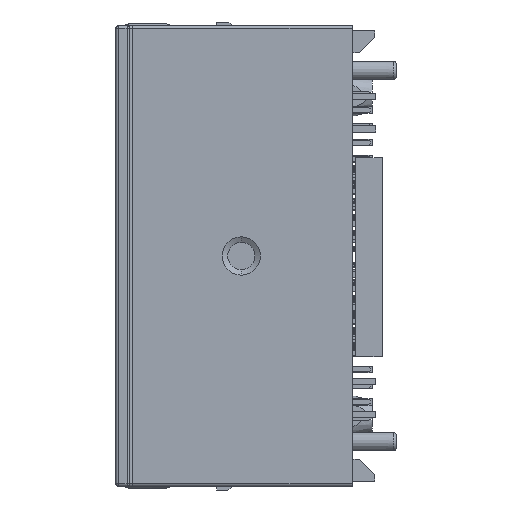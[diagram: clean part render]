
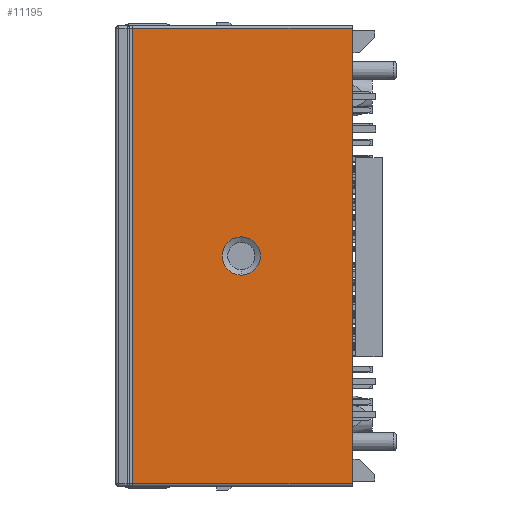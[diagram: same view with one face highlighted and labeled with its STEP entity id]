
A CAD part, front view. The second image highlights one B-rep face of the part: STEP entity #11195.
In plain terms, the highlighted planar face has unit normal (0, -1, 0).
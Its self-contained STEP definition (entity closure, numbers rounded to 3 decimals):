
#2743=DIRECTION('',(0.,0.,1.));
#2744=VECTOR('',#2743,35.7);
#2745=CARTESIAN_POINT('',(-15.45,-9.7,7.9));
#2746=LINE('',#2745,#2744);
#3550=DIRECTION('',(-1.,0.,0.));
#3551=VECTOR('',#3550,17.25);
#3552=CARTESIAN_POINT('',(-15.45,-9.7,43.6));
#3553=LINE('',#3552,#3551);
#3564=CARTESIAN_POINT('',(-24.15,-9.7,25.75));
#3565=DIRECTION('',(0.,-1.,0.));
#3566=DIRECTION('',(0.,0.,1.));
#3567=AXIS2_PLACEMENT_3D('',#3564,#3565,#3566);
#3572=CARTESIAN_POINT('',(-24.15,-9.7,25.75));
#3573=DIRECTION('',(0.,-1.,0.));
#3574=DIRECTION('',(0.,0.,-1.));
#3575=AXIS2_PLACEMENT_3D('',#3572,#3573,#3574);
#3587=DIRECTION('',(1.,0.,0.));
#3588=VECTOR('',#3587,17.25);
#3589=CARTESIAN_POINT('',(-32.7,-9.7,7.9));
#3590=LINE('',#3589,#3588);
#3713=DIRECTION('',(0.,0.,-1.));
#3714=VECTOR('',#3713,35.7);
#3715=CARTESIAN_POINT('',(-32.7,-9.7,43.6));
#3716=LINE('',#3715,#3714);
#7053=CARTESIAN_POINT('',(-15.45,-9.7,7.9));
#7054=VERTEX_POINT('',#7053);
#7055=CARTESIAN_POINT('',(-15.45,-9.7,43.6));
#7056=VERTEX_POINT('',#7055);
#7293=CARTESIAN_POINT('',(-32.7,-9.7,43.6));
#7294=VERTEX_POINT('',#7293);
#7295=CARTESIAN_POINT('',(-32.7,-9.7,7.9));
#7296=VERTEX_POINT('',#7295);
#7297=CARTESIAN_POINT('',(-24.15,-9.7,27.25));
#7298=CARTESIAN_POINT('',(-24.15,-9.7,24.25));
#7299=VERTEX_POINT('',#7297);
#7300=VERTEX_POINT('',#7298);
#11176=CARTESIAN_POINT('',(-34.,-9.7,7.7));
#11177=DIRECTION('',(0.,-1.,0.));
#11178=DIRECTION('',(0.,0.,1.));
#11179=AXIS2_PLACEMENT_3D('',#11176,#11177,#11178);
#11180=PLANE('',#11179);
#11181=ORIENTED_EDGE('',*,*,#11161,.F.);
#11182=ORIENTED_EDGE('',*,*,#10377,.F.);
#11184=ORIENTED_EDGE('',*,*,#11183,.F.);
#11186=ORIENTED_EDGE('',*,*,#11185,.F.);
#11187=EDGE_LOOP('',(#11181,#11182,#11184,#11186));
#11188=FACE_OUTER_BOUND('',#11187,.F.);
#11190=ORIENTED_EDGE('',*,*,#11189,.T.);
#11192=ORIENTED_EDGE('',*,*,#11191,.T.);
#11193=EDGE_LOOP('',(#11190,#11192));
#11194=FACE_BOUND('',#11193,.F.);
#3568=CIRCLE('',#3567,1.5);
#3576=CIRCLE('',#3575,1.5);
#10377=EDGE_CURVE('',#7054,#7056,#2746,.T.);
#11161=EDGE_CURVE('',#7056,#7294,#3553,.T.);
#11183=EDGE_CURVE('',#7296,#7054,#3590,.T.);
#11185=EDGE_CURVE('',#7294,#7296,#3716,.T.);
#11189=EDGE_CURVE('',#7299,#7300,#3568,.T.);
#11191=EDGE_CURVE('',#7300,#7299,#3576,.T.);
#11195=ADVANCED_FACE('',(#11188,#11194),#11180,.T.);
